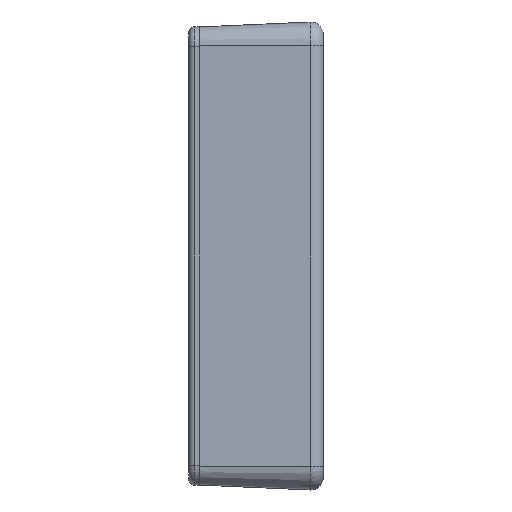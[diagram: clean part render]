
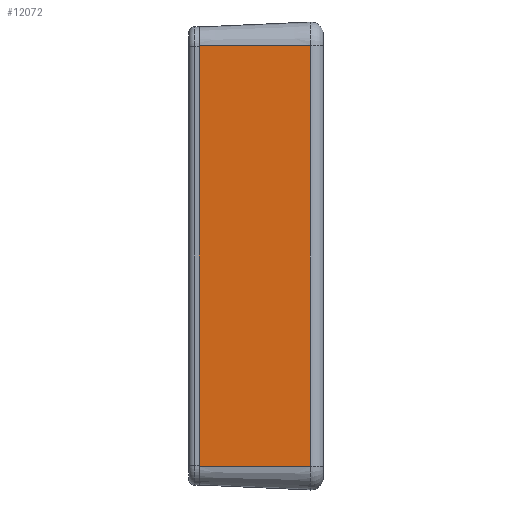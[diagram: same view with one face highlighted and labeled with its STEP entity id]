
A CAD part, left-side view. The second image highlights one B-rep face of the part: STEP entity #12072.
In plain terms, the highlighted planar face has unit normal (-0.999, 0.044, 0).
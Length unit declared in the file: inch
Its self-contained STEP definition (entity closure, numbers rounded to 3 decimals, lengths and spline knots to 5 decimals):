
#872 = FACE_OUTER_BOUND ( 'NONE', #6248, .T. ) ;
#1719 = VERTEX_POINT ( 'NONE', #5339 ) ;
#1720 = VERTEX_POINT ( 'NONE', #5338 ) ;
#1721 = VERTEX_POINT ( 'NONE', #5337 ) ;
#1724 = VERTEX_POINT ( 'NONE', #5334 ) ;
#2161 = EDGE_CURVE ( 'NONE', #1724, #1721, #3192, .T. ) ;
#2163 = EDGE_CURVE ( 'NONE', #1720, #1724, #3193, .T. ) ;
#2164 = EDGE_CURVE ( 'NONE', #1720, #1719, #3202, .T. ) ;
#2165 = EDGE_CURVE ( 'NONE', #1719, #1721, #3200, .T. ) ;
#3190 = VECTOR ( 'NONE', #7835, 39.37008 ) ;
#3192 = LINE ( 'NONE', #7841, #3195 ) ;
#3193 = LINE ( 'NONE', #7836, #3190 ) ;
#3195 = VECTOR ( 'NONE', #7840, 39.37008 ) ;
#3200 = LINE ( 'NONE', #7842, #3204 ) ;
#3202 = LINE ( 'NONE', #7834, #3203 ) ;
#3203 = VECTOR ( 'NONE', #7833, 39.37008 ) ;
#3204 = VECTOR ( 'NONE', #7831, 39.37008 ) ;
#4074 = DIRECTION ( 'NONE',  ( -0.044, -0.999, 0. ) ) ;
#4075 = DIRECTION ( 'NONE',  ( -0.999, 0.044, 0. ) ) ;
#4077 = PLANE ( 'NONE',  #5995 ) ;
#4079 = CARTESIAN_POINT ( 'NONE',  ( -3.0575, 0., -2.122 ) ) ;
#5334 = CARTESIAN_POINT ( 'NONE',  ( -3.10725, -1.11945, 2.122 ) ) ;
#5337 = CARTESIAN_POINT ( 'NONE',  ( -3.0575, 0., 2.122 ) ) ;
#5338 = CARTESIAN_POINT ( 'NONE',  ( -3.10725, -1.11945, -2.122 ) ) ;
#5339 = CARTESIAN_POINT ( 'NONE',  ( -3.0575, 0., -2.122 ) ) ;
#5995 = AXIS2_PLACEMENT_3D ( 'NONE', #4079, #4075, #4074 ) ;
#6248 = EDGE_LOOP ( 'NONE', ( #6680, #6681, #6682, #6683 ) ) ;
#6680 = ORIENTED_EDGE ( 'NONE', *, *, #2164, .F. ) ;
#6681 = ORIENTED_EDGE ( 'NONE', *, *, #2163, .T. ) ;
#6682 = ORIENTED_EDGE ( 'NONE', *, *, #2161, .T. ) ;
#6683 = ORIENTED_EDGE ( 'NONE', *, *, #2165, .F. ) ;
#7831 = DIRECTION ( 'NONE',  ( 0., 0., 1. ) ) ;
#7833 = DIRECTION ( 'NONE',  ( 0.044, 0.999, 0. ) ) ;
#7834 = CARTESIAN_POINT ( 'NONE',  ( -3.0575, 0., -2.122 ) ) ;
#7835 = DIRECTION ( 'NONE',  ( 0., 0., 1. ) ) ;
#7836 = CARTESIAN_POINT ( 'NONE',  ( -3.10725, -1.11945, 2.122 ) ) ;
#7840 = DIRECTION ( 'NONE',  ( 0.044, 0.999, 0. ) ) ;
#7841 = CARTESIAN_POINT ( 'NONE',  ( -3.0575, 0., 2.122 ) ) ;
#7842 = CARTESIAN_POINT ( 'NONE',  ( -3.0575, 0., -2.122 ) ) ;
#12072 = ADVANCED_FACE ( 'NONE', ( #872 ), #4077, .T. ) ;
